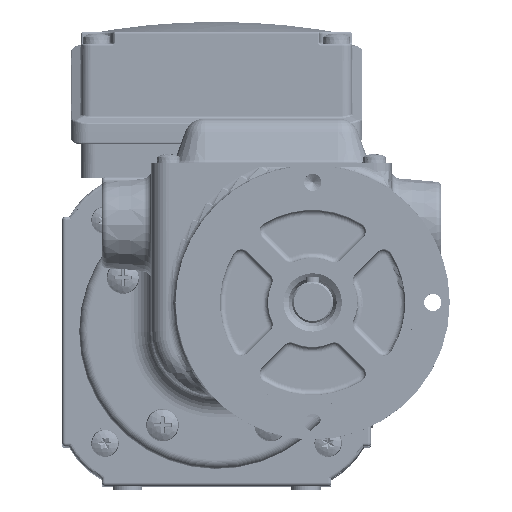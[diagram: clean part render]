
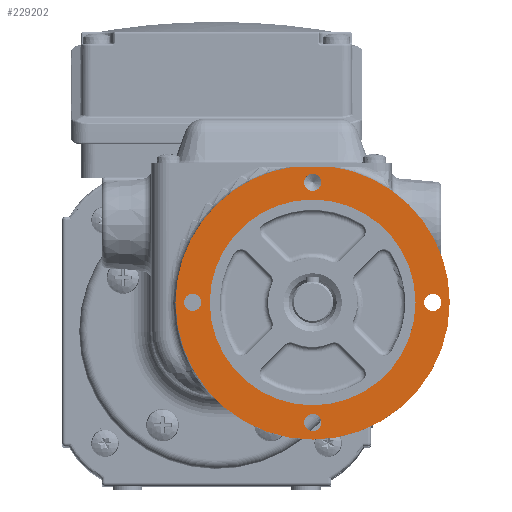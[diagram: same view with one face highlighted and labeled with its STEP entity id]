
A CAD part, top view. The second image highlights one B-rep face of the part: STEP entity #229202.
In plain terms, the highlighted planar face has unit normal (0, 0, 1).
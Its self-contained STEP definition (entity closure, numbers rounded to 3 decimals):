
#331 = DIRECTION ( 'NONE',  ( 1., 0., 0. ) ) ;
#1216 = VERTEX_POINT ( 'NONE', #192897 ) ;
#1444 = CARTESIAN_POINT ( 'NONE',  ( 28., -26.62, 198.5 ) ) ;
#1950 = VERTEX_POINT ( 'NONE', #12892 ) ;
#2233 = EDGE_CURVE ( 'NONE', #107945, #123901, #65138, .T. ) ;
#3310 = PLANE ( 'NONE',  #30980 ) ;
#10933 = DIRECTION ( 'NONE',  ( 1., 0., 0. ) ) ;
#11643 = EDGE_LOOP ( 'NONE', ( #84511, #129676 ) ) ;
#12892 = CARTESIAN_POINT ( 'NONE',  ( -2., 8.38, 198.5 ) ) ;
#14601 = AXIS2_PLACEMENT_3D ( 'NONE', #135595, #27562, #153750 ) ;
#15588 = DIRECTION ( 'NONE',  ( 0., 0., 1. ) ) ;
#16288 = CIRCLE ( 'NONE', #53008, 2.5 ) ;
#17612 = CIRCLE ( 'NONE', #85685, 2.5 ) ;
#18499 = FACE_BOUND ( 'NONE', #171555, .T. ) ;
#19589 = CARTESIAN_POINT ( 'NONE',  ( 28., 8.38, 198.5 ) ) ;
#19621 = DIRECTION ( 'NONE',  ( 1., 0., 0. ) ) ;
#19646 = EDGE_CURVE ( 'NONE', #101407, #203376, #59804, .T. ) ;
#20875 = CARTESIAN_POINT ( 'NONE',  ( 33.372, 48., 198.5 ) ) ;
#26093 = CARTESIAN_POINT ( 'NONE',  ( 25.5, 43.38, 198.5 ) ) ;
#26372 = VERTEX_POINT ( 'NONE', #26093 ) ;
#27346 = EDGE_LOOP ( 'NONE', ( #182571, #70004, #160077, #109861 ) ) ;
#27562 = DIRECTION ( 'NONE',  ( 0., 0., -1. ) ) ;
#30980 = AXIS2_PLACEMENT_3D ( 'NONE', #187104, #79012, #205317 ) ;
#31531 = ORIENTED_EDGE ( 'NONE', *, *, #227896, .F. ) ;
#36166 = ORIENTED_EDGE ( 'NONE', *, *, #202895, .F. ) ;
#37821 = DIRECTION ( 'NONE',  ( 1., 0., 0. ) ) ;
#38893 = CARTESIAN_POINT ( 'NONE',  ( 28., 8.38, 198.5 ) ) ;
#39470 = AXIS2_PLACEMENT_3D ( 'NONE', #19589, #145787, #37821 ) ;
#41610 = EDGE_CURVE ( 'NONE', #107945, #203376, #172344, .T. ) ;
#42077 = EDGE_CURVE ( 'NONE', #204330, #1216, #106105, .T. ) ;
#42283 = AXIS2_PLACEMENT_3D ( 'NONE', #103399, #229791, #121518 ) ;
#53008 = AXIS2_PLACEMENT_3D ( 'NONE', #216579, #108451, #331 ) ;
#53436 = VERTEX_POINT ( 'NONE', #59824 ) ;
#55107 = EDGE_LOOP ( 'NONE', ( #132489, #124919 ) ) ;
#56261 = EDGE_CURVE ( 'NONE', #53436, #163244, #17612, .T. ) ;
#57006 = DIRECTION ( 'NONE',  ( 1., 0., 0. ) ) ;
#59804 = CIRCLE ( 'NONE', #39470, 39.983 ) ;
#59824 = CARTESIAN_POINT ( 'NONE',  ( 60.5, 8.38, 198.5 ) ) ;
#65138 = CIRCLE ( 'NONE', #129633, 39.983 ) ;
#66486 = FACE_BOUND ( 'NONE', #55107, .T. ) ;
#68796 = CARTESIAN_POINT ( 'NONE',  ( 22.628, 48., 198.5 ) ) ;
#69405 = VERTEX_POINT ( 'NONE', #172857 ) ;
#69627 = CARTESIAN_POINT ( 'NONE',  ( 28., 43.38, 198.5 ) ) ;
#69875 = DIRECTION ( 'NONE',  ( 0., 0., 1. ) ) ;
#70004 = ORIENTED_EDGE ( 'NONE', *, *, #41610, .T. ) ;
#71972 = CARTESIAN_POINT ( 'NONE',  ( 28., 48., 198.5 ) ) ;
#74206 = DIRECTION ( 'NONE',  ( 0., 0., 1. ) ) ;
#78276 = AXIS2_PLACEMENT_3D ( 'NONE', #227268, #119062, #10933 ) ;
#79012 = DIRECTION ( 'NONE',  ( 0., 0., 1. ) ) ;
#83975 = ORIENTED_EDGE ( 'NONE', *, *, #210311, .F. ) ;
#84335 = EDGE_CURVE ( 'NONE', #95242, #186888, #126379, .T. ) ;
#84511 = ORIENTED_EDGE ( 'NONE', *, *, #217701, .F. ) ;
#85685 = AXIS2_PLACEMENT_3D ( 'NONE', #182322, #74206, #200443 ) ;
#85961 = DIRECTION ( 'NONE',  ( 0., 0., 1. ) ) ;
#87811 = DIRECTION ( 'NONE',  ( 1., 0., 0. ) ) ;
#88092 = AXIS2_PLACEMENT_3D ( 'NONE', #194052, #85961, #212225 ) ;
#90182 = AXIS2_PLACEMENT_3D ( 'NONE', #178009, #69875, #196161 ) ;
#90781 = DIRECTION ( 'NONE',  ( 0., 0., 1. ) ) ;
#95240 = ORIENTED_EDGE ( 'NONE', *, *, #201722, .F. ) ;
#95242 = VERTEX_POINT ( 'NONE', #228309 ) ;
#95277 = CIRCLE ( 'NONE', #178169, 2.5 ) ;
#95326 = CARTESIAN_POINT ( 'NONE',  ( 58., 8.38, 198.5 ) ) ;
#95583 = CARTESIAN_POINT ( 'NONE',  ( 30.5, -26.62, 198.5 ) ) ;
#101407 = VERTEX_POINT ( 'NONE', #179534 ) ;
#103399 = CARTESIAN_POINT ( 'NONE',  ( 28., 8.38, 198.5 ) ) ;
#105231 = EDGE_LOOP ( 'NONE', ( #192622, #83975 ) ) ;
#105889 = CIRCLE ( 'NONE', #90182, 30. ) ;
#106105 = CIRCLE ( 'NONE', #218984, 2.5 ) ;
#107945 = VERTEX_POINT ( 'NONE', #20875 ) ;
#108451 = DIRECTION ( 'NONE',  ( 0., 0., 1. ) ) ;
#108812 = FACE_OUTER_BOUND ( 'NONE', #27346, .T. ) ;
#109861 = ORIENTED_EDGE ( 'NONE', *, *, #210263, .F. ) ;
#111906 = CARTESIAN_POINT ( 'NONE',  ( 67.983, 8.38, 198.5 ) ) ;
#114449 = FACE_BOUND ( 'NONE', #11643, .T. ) ;
#115228 = CIRCLE ( 'NONE', #88092, 2.5 ) ;
#118386 = VERTEX_POINT ( 'NONE', #95326 ) ;
#119062 = DIRECTION ( 'NONE',  ( 0., 0., 1. ) ) ;
#121518 = DIRECTION ( 'NONE',  ( 1., 0., 0. ) ) ;
#122370 = EDGE_CURVE ( 'NONE', #186888, #95242, #123675, .T. ) ;
#123674 = CARTESIAN_POINT ( 'NONE',  ( -7., 8.38, 198.5 ) ) ;
#123675 = CIRCLE ( 'NONE', #197451, 2.5 ) ;
#123901 = VERTEX_POINT ( 'NONE', #111906 ) ;
#124919 = ORIENTED_EDGE ( 'NONE', *, *, #84335, .F. ) ;
#126379 = CIRCLE ( 'NONE', #160733, 2.5 ) ;
#127675 = DIRECTION ( 'NONE',  ( 0., 0., 1. ) ) ;
#129633 = AXIS2_PLACEMENT_3D ( 'NONE', #38893, #165041, #57006 ) ;
#129676 = ORIENTED_EDGE ( 'NONE', *, *, #185679, .F. ) ;
#129754 = ORIENTED_EDGE ( 'NONE', *, *, #56261, .F. ) ;
#129942 = VECTOR ( 'NONE', #162616, 1000. ) ;
#132489 = ORIENTED_EDGE ( 'NONE', *, *, #122370, .F. ) ;
#135595 = CARTESIAN_POINT ( 'NONE',  ( 28., 8.38, 198.5 ) ) ;
#136944 = CARTESIAN_POINT ( 'NONE',  ( -4.5, 8.38, 198.5 ) ) ;
#141834 = DIRECTION ( 'NONE',  ( 1., 0., 0. ) ) ;
#144130 = CIRCLE ( 'NONE', #42283, 30. ) ;
#145787 = DIRECTION ( 'NONE',  ( 0., 0., -1. ) ) ;
#153750 = DIRECTION ( 'NONE',  ( 1., 0., 0. ) ) ;
#156804 = FACE_BOUND ( 'NONE', #164421, .T. ) ;
#160077 = ORIENTED_EDGE ( 'NONE', *, *, #19646, .F. ) ;
#160733 = AXIS2_PLACEMENT_3D ( 'NONE', #198931, #90781, #217056 ) ;
#162616 = DIRECTION ( 'NONE',  ( -1., 0., 0. ) ) ;
#163244 = VERTEX_POINT ( 'NONE', #176404 ) ;
#164421 = EDGE_LOOP ( 'NONE', ( #31531, #129754 ) ) ;
#165041 = DIRECTION ( 'NONE',  ( 0., 0., -1. ) ) ;
#167919 = CIRCLE ( 'NONE', #78276, 2.5 ) ;
#171555 = EDGE_LOOP ( 'NONE', ( #95240, #36166 ) ) ;
#172344 = LINE ( 'NONE', #71972, #129942 ) ;
#172857 = CARTESIAN_POINT ( 'NONE',  ( 30.5, 43.38, 198.5 ) ) ;
#176404 = CARTESIAN_POINT ( 'NONE',  ( 65.5, 8.38, 198.5 ) ) ;
#178009 = CARTESIAN_POINT ( 'NONE',  ( 28., 8.38, 198.5 ) ) ;
#178169 = AXIS2_PLACEMENT_3D ( 'NONE', #69627, #195895, #87811 ) ;
#179534 = CARTESIAN_POINT ( 'NONE',  ( -11.983, 8.38, 198.5 ) ) ;
#182322 = CARTESIAN_POINT ( 'NONE',  ( 63., 8.38, 198.5 ) ) ;
#182571 = ORIENTED_EDGE ( 'NONE', *, *, #2233, .F. ) ;
#184924 = CIRCLE ( 'NONE', #14601, 39.983 ) ;
#185679 = EDGE_CURVE ( 'NONE', #1950, #118386, #144130, .T. ) ;
#186888 = VERTEX_POINT ( 'NONE', #95583 ) ;
#187104 = CARTESIAN_POINT ( 'NONE',  ( 28., 8.38, 198.5 ) ) ;
#192622 = ORIENTED_EDGE ( 'NONE', *, *, #42077, .F. ) ;
#192897 = CARTESIAN_POINT ( 'NONE',  ( -9.5, 8.38, 198.5 ) ) ;
#194052 = CARTESIAN_POINT ( 'NONE',  ( 63., 8.38, 198.5 ) ) ;
#195895 = DIRECTION ( 'NONE',  ( 0., 0., 1. ) ) ;
#196161 = DIRECTION ( 'NONE',  ( 1., 0., 0. ) ) ;
#197451 = AXIS2_PLACEMENT_3D ( 'NONE', #1444, #127675, #19621 ) ;
#198931 = CARTESIAN_POINT ( 'NONE',  ( 28., -26.62, 198.5 ) ) ;
#200443 = DIRECTION ( 'NONE',  ( 1., 0., 0. ) ) ;
#201722 = EDGE_CURVE ( 'NONE', #69405, #26372, #95277, .T. ) ;
#202895 = EDGE_CURVE ( 'NONE', #26372, #69405, #16288, .T. ) ;
#203376 = VERTEX_POINT ( 'NONE', #68796 ) ;
#204330 = VERTEX_POINT ( 'NONE', #136944 ) ;
#204857 = FACE_BOUND ( 'NONE', #105231, .T. ) ;
#205317 = DIRECTION ( 'NONE',  ( 1., 0., 0. ) ) ;
#210263 = EDGE_CURVE ( 'NONE', #123901, #101407, #184924, .T. ) ;
#210311 = EDGE_CURVE ( 'NONE', #1216, #204330, #167919, .T. ) ;
#212225 = DIRECTION ( 'NONE',  ( 1., 0., 0. ) ) ;
#216579 = CARTESIAN_POINT ( 'NONE',  ( 28., 43.38, 198.5 ) ) ;
#217056 = DIRECTION ( 'NONE',  ( 1., 0., 0. ) ) ;
#217701 = EDGE_CURVE ( 'NONE', #118386, #1950, #105889, .T. ) ;
#218984 = AXIS2_PLACEMENT_3D ( 'NONE', #123674, #15588, #141834 ) ;
#227268 = CARTESIAN_POINT ( 'NONE',  ( -7., 8.38, 198.5 ) ) ;
#227896 = EDGE_CURVE ( 'NONE', #163244, #53436, #115228, .T. ) ;
#228309 = CARTESIAN_POINT ( 'NONE',  ( 25.5, -26.62, 198.5 ) ) ;
#229202 = ADVANCED_FACE ( 'NONE', ( #18499, #204857, #66486, #156804, #114449, #108812 ), #3310, .T. ) ;
#229791 = DIRECTION ( 'NONE',  ( 0., 0., 1. ) ) ;
